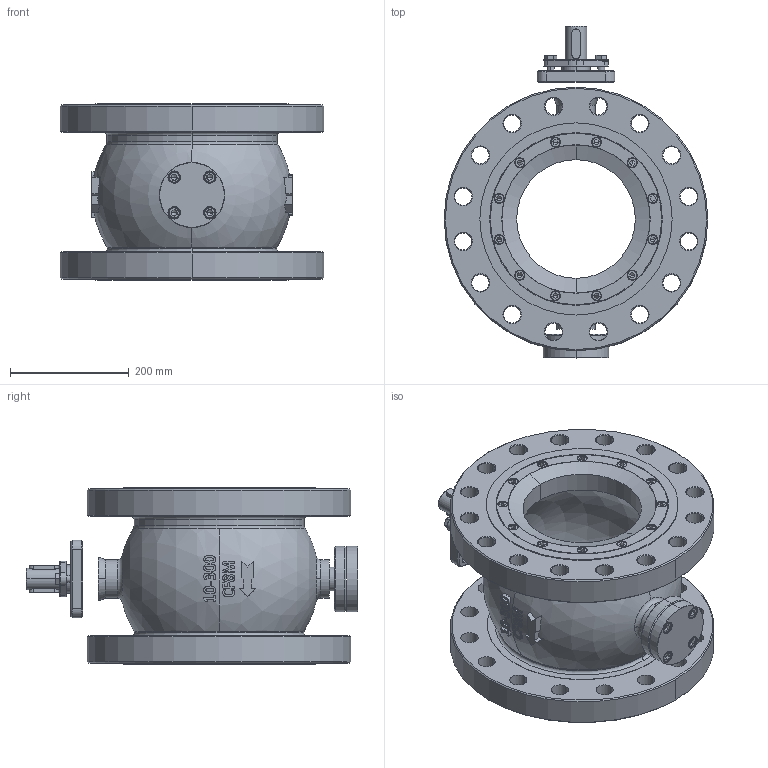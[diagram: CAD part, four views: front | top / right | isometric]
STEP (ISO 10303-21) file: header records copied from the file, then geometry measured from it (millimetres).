
FILE_DESCRIPTION (( 'STEP AP214' ), '1' );
FILE_NAME ('VX-F3-1000-XXX.step', '2019-10-18T12:35:13', ( '' ), ( '' ), 'SwSTEP 2.0', 'SolidWorks 2019', '' );
FILE_SCHEMA (( 'AUTOMOTIVE_DESIGN' ));
Length unit declared in the file: inch
Products named in the file (2): VX-F3-1000-XXX
Bounding box: 444.5 x 559.5 x 297 mm (x, y, z)
Surface area: 1206732.8 mm2 (no closed solid volume)
Topology: 0 solids, 47 shells, 705 faces, 1997 edges, 1311 vertices
Faces by surface type: plane 241, cylinder 179, cone 139, bspline 76, torus 59, sphere 11
Entity records: 40287 total; most frequent: CARTESIAN_POINT 13083, DIRECTION 3766, ORIENTED_EDGE 3451, EDGE_CURVE 1977, AXIS2_PLACEMENT_3D 1397, VERTEX_POINT 1311, VECTOR 972, LINE 972
